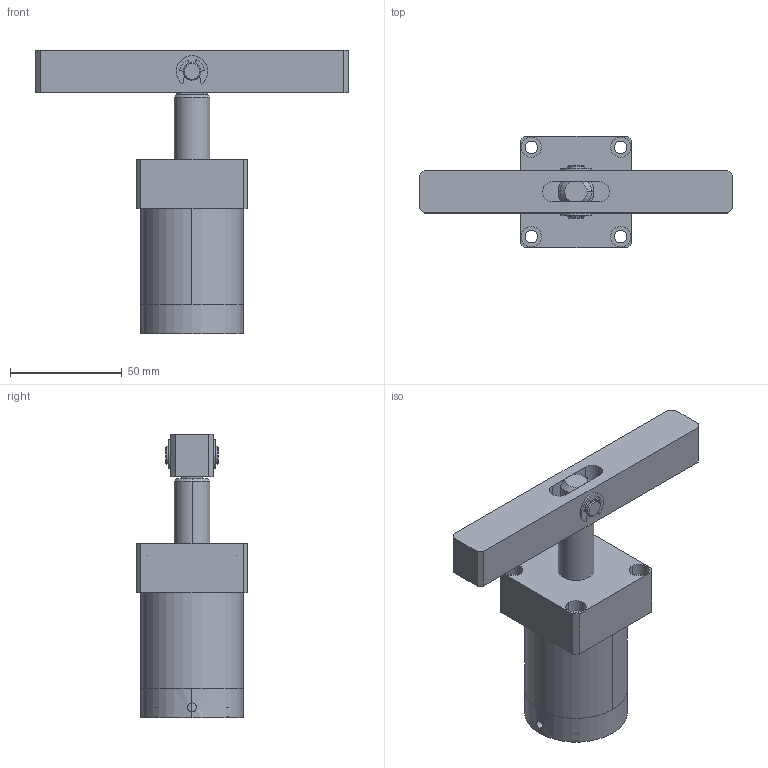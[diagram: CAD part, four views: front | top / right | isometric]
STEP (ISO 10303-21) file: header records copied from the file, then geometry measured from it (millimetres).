
FILE_DESCRIPTION (( 'STEP AP203' ), '1' );
FILE_NAME ('ASC-FA32D.STEP', '2019-05-10T03:31:55', ( 'User' ), ( 'china' ), 'SwSTEP 2.0', 'SolidWorks 2018', '' );
FILE_SCHEMA (( 'CONFIG_CONTROL_DESIGN' ));
Length unit declared in the file: millimetre
Products named in the file (9): ASC-FA32D; FA32D活塞杆22; 揤旋_2; KKDC_4; XDIAO_4; ASC-FA32HG_1; ASC-FA32BT_1; socket head cap screw_iso_ISO 4762 M4 x 16 --- 16S_1; 蜊遙FA32D33
Assembly tree (12 placements, depth 3):
  ASC-FA32D
    FA32D活塞杆22
    揤旋_2
    KKDC_4  x2
    XDIAO_4
    蜊遙FA32D33
      ASC-FA32HG_1
      ASC-FA32BT_1
      socket head cap screw_iso_ISO 4762 M4 x 16 --- 16S_1  x4
Bounding box: 140 x 50 x 127 mm (x, y, z)
Volume: 175338 mm3; surface area: 54253.5 mm2
Topology: 11 solids, 13 shells, 829 faces, 1875 edges, 1093 vertices
Faces by surface type: cone 345, cylinder 327, plane 137, torus 16, bspline 4
Entity records: 13189 total; most frequent: CARTESIAN_POINT 3499, DIRECTION 1961, ORIENTED_EDGE 1714, EDGE_CURVE 857, AXIS2_PLACEMENT_3D 792, VERTEX_POINT 529, EDGE_LOOP 428, CIRCLE 410
